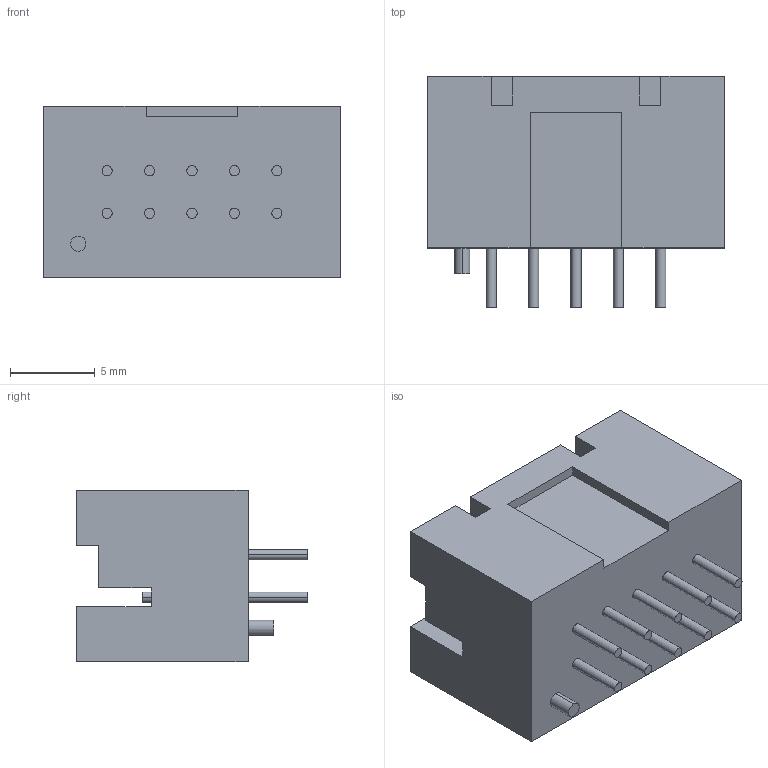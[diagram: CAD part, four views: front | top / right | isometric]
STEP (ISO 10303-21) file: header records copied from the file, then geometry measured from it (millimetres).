
FILE_DESCRIPTION (( 'STEP AP214' ), '1' );
FILE_NAME ('JST_XAD_B10B-XADSS-N-A_2x05_P2.50mm_Vertical.STEP', '2020-06-06T17:42:58', ( '' ), ( '' ), 'SwSTEP 2.0', 'SolidWorks 2018', '' );
FILE_SCHEMA (( 'AUTOMOTIVE_DESIGN' ));
Length unit declared in the file: inch
Products named in the file (1): JST_XAD_B10B-XADSS-N-A_2x05_P2.50mm_Vertical
Bounding box: 17.5 x 13.6 x 10.1 mm (x, y, z)
Volume: 869.5 mm3; surface area: 1456.1 mm2
Topology: 1 solids, 1 shells, 159 faces, 378 edges, 252 vertices
Faces by surface type: plane 117, cylinder 42
Entity records: 4624 total; most frequent: CARTESIAN_POINT 790, DIRECTION 782, ORIENTED_EDGE 756, EDGE_CURVE 378, VECTOR 294, LINE 294, VERTEX_POINT 252, AXIS2_PLACEMENT_3D 244
